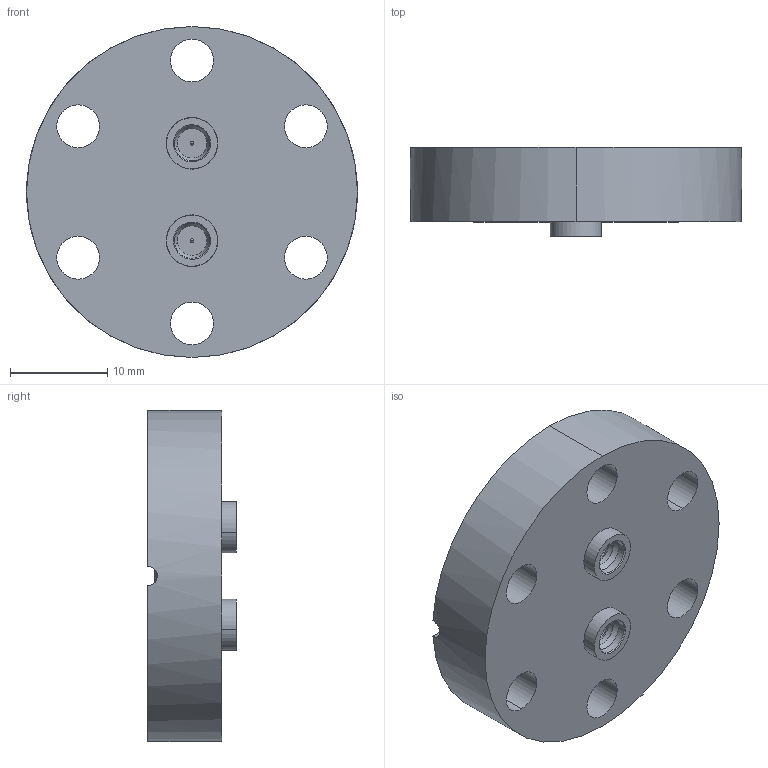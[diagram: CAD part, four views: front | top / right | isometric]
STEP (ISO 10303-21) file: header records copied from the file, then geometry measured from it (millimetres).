
FILE_DESCRIPTION (( 'STEP AP214' ), '1' );
FILE_NAME ('242-SMPD-LD-C16-2_00.STEP', '2024-10-11T10:00:56', ( '' ), ( '' ), 'SwSTEP 2.0', 'SolidWorks 2022', '' );
FILE_SCHEMA (( 'AUTOMOTIVE_DESIGN' ));
Length unit declared in the file: millimetre
Products named in the file (3): 242-SMPD-LD-C16-2_00; 9242-SMPD-C16-X_9242-SMPD-C16-2; 242-SMPD-LD
Assembly tree (3 placements, depth 2):
  242-SMPD-LD-C16-2_00
    9242-SMPD-C16-X_9242-SMPD-C16-2
    242-SMPD-LD  x2
Bounding box: 34 x 9.1 x 34 mm (x, y, z)
Volume: 5748.5 mm3; surface area: 3781.2 mm2
Topology: 5 solids, 5 shells, 104 faces, 236 edges, 138 vertices
Faces by surface type: cylinder 54, cone 28, plane 12, sphere 8, torus 2
Entity records: 2141 total; most frequent: DIRECTION 388, CARTESIAN_POINT 382, ORIENTED_EDGE 304, AXIS2_PLACEMENT_3D 166, EDGE_CURVE 152, VERTEX_POINT 92, CIRCLE 92, EDGE_LOOP 86
